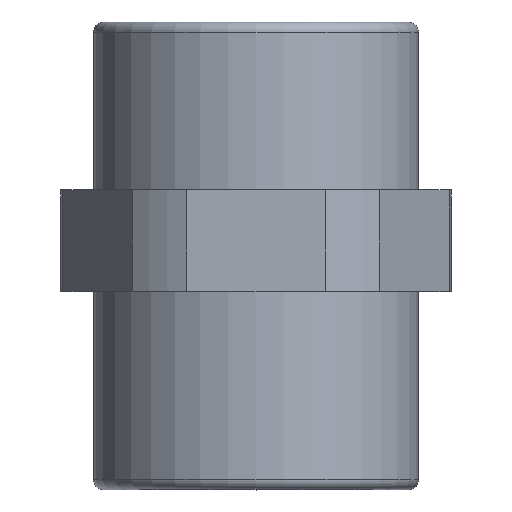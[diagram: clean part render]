
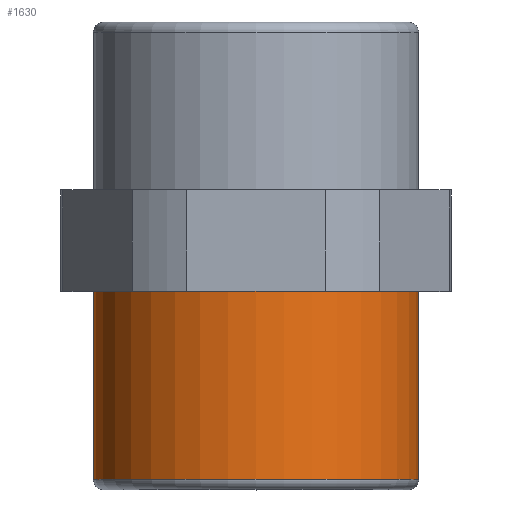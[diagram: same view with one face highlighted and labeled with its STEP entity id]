
A CAD part, top view. The second image highlights one B-rep face of the part: STEP entity #1630.
In plain terms, the highlighted cylindrical face has radius 16 mm (diameter 32 mm), a partial arc.
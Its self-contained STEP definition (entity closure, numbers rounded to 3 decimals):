
#60=CARTESIAN_POINT('',(16.799,14.5,0.));
#70=DIRECTION('',(0.,-1.,0.));
#80=DIRECTION('',(-1.,0.,0.));
#90=AXIS2_PLACEMENT_3D('',#60,#70,#80);
#100=CIRCLE('',#90,16.);
#110=CARTESIAN_POINT('',(0.799,14.5,0.));
#120=VERTEX_POINT('',#110);
#130=CARTESIAN_POINT('',(32.799,14.5,
0.));
#140=VERTEX_POINT('',#130);
#170=EDGE_CURVE('',#140,#120,#100,.T.);
#1320=CARTESIAN_POINT('',(16.799,2.55,0.));
#1330=DIRECTION('',(0.,-1.,0.));
#1340=DIRECTION('',(-1.,0.,0.));
#1350=AXIS2_PLACEMENT_3D('',#1320,#1330,#1340);
#1360=CYLINDRICAL_SURFACE('',#1350,16.);
#1370=CARTESIAN_POINT('',(0.799,2.55,0.));
#1380=DIRECTION('',(0.,-1.,0.));
#1390=VECTOR('',#1380,1.);
#1400=LINE('',#1370,#1390);
#1410=CARTESIAN_POINT('',(0.799,-4.,0.));
#1420=VERTEX_POINT('',#1410);
#1430=EDGE_CURVE('',#120,#1420,#1400,.T.);
#1440=ORIENTED_EDGE('',*,*,#1430,.T.);
#1450=ORIENTED_EDGE('',*,*,#170,.T.);
#1460=CARTESIAN_POINT('',(32.799,2.55,0.));
#1470=DIRECTION('',(0.,-1.,0.));
#1480=VECTOR('',#1470,1.);
#1490=LINE('',#1460,#1480);
#1500=CARTESIAN_POINT('',(32.799,-4.,0.));
#1510=VERTEX_POINT('',#1500);
#1520=EDGE_CURVE('',#140,#1510,#1490,.T.);
#1530=ORIENTED_EDGE('',*,*,#1520,.F.);
#1540=CARTESIAN_POINT('',(16.799,-4.,0.));
#1550=DIRECTION('',(0.,-1.,0.));
#1560=DIRECTION('',(-1.,0.,0.));
#1570=AXIS2_PLACEMENT_3D('',#1540,#1550,#1560);
#1580=CIRCLE('',#1570,16.);
#1590=EDGE_CURVE('',#1510,#1420,#1580,.T.);
#1600=ORIENTED_EDGE('',*,*,#1590,.F.);
#1610=EDGE_LOOP('',(#1600,#1530,#1450,#1440));
#1620=FACE_OUTER_BOUND('',#1610,.T.);
#1630=ADVANCED_FACE('',(#1620),#1360,.T.);
